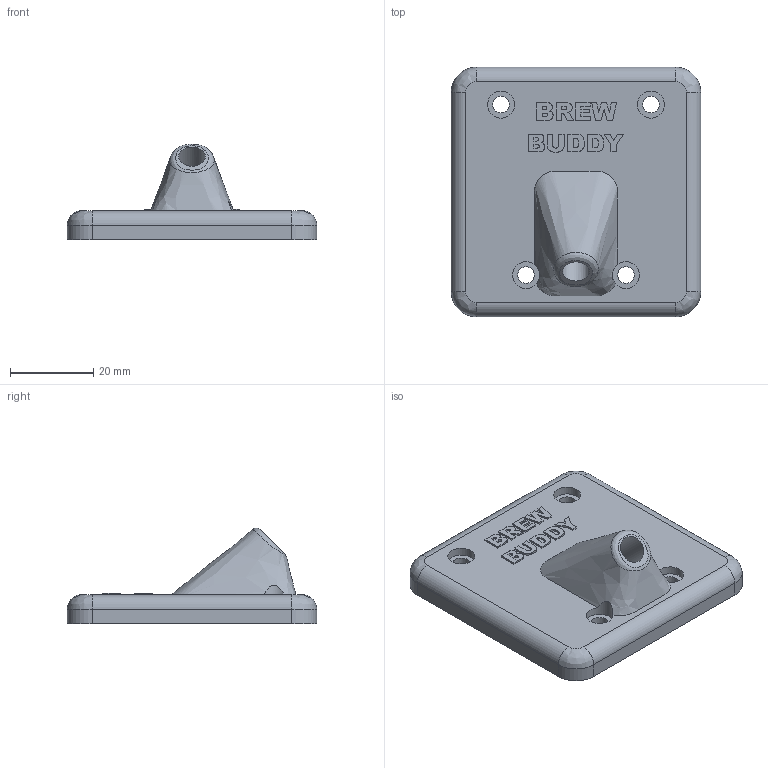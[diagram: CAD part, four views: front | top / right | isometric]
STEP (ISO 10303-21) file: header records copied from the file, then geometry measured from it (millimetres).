
FILE_DESCRIPTION(/* description */ (''),/* implementation_level */ '2;1');
FILE_NAME(/* name */ 'Temp_Box_Back v7.step',/* time_stamp */ '2018-01-04T18:21:19-02:00',/* author */ (''),/* organization */ (''),/* preprocessor_version */ 'ST-DEVELOPER v16.13',/* originating_system */ 'Autodesk Translation Framework v6.5.0.72',/* authorisation */ '');
FILE_SCHEMA (('AUTOMOTIVE_DESIGN { 1 0 10303 214 3 1 1 }'));
Length unit declared in the file: millimetre
Products named in the file (1): Temp_Box_Back
Bounding box: 60 x 60 x 23.03 mm (x, y, z)
Volume: 23394.7 mm3; surface area: 11632.7 mm2
Topology: 1 solids, 1 shells, 258 faces, 683 edges, 447 vertices
Faces by surface type: plane 118, bspline 97, cylinder 33, cone 5, torus 5
Full cylindrical faces by diameter (mm): 4 x4, 6.5 x5, 7 x4
Entity records: 9329 total; most frequent: CARTESIAN_POINT 3498, ORIENTED_EDGE 1366, DIRECTION 883, EDGE_CURVE 683, VERTEX_POINT 447, LINE 405, VECTOR 405, EDGE_LOOP 288
